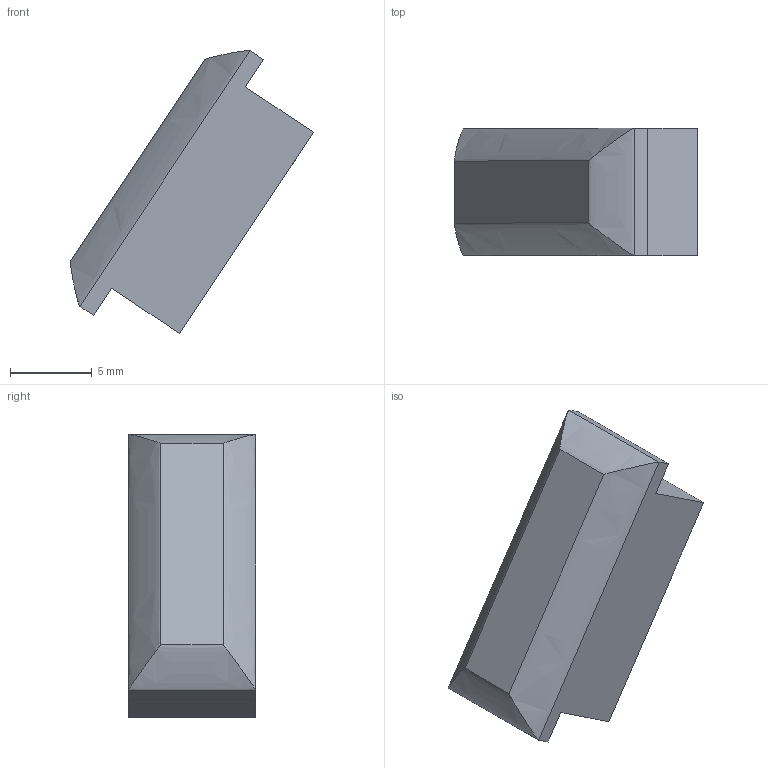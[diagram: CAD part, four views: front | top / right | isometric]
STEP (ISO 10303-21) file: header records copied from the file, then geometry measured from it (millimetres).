
FILE_DESCRIPTION(/* description */ (''),/* implementation_level */ '2;1');
FILE_NAME(/* name */ 'FrontLight.step',/* time_stamp */ '2023-05-04T14:52:01+01:00',/* author */ (''),/* organization */ (''),/* preprocessor_version */ 'ST-DEVELOPER v19.2',/* originating_system */ 'Autodesk Translation Framework v12.4.0.73',/* authorisation */ '');
FILE_SCHEMA (('AUTOMOTIVE_DESIGN { 1 0 10303 214 3 1 1 }'));
Length unit declared in the file: millimetre
Products named in the file (1): Rover
Bounding box: 14.88 x 7.8 x 17.32 mm (x, y, z)
Volume: 644 mm3; surface area: 801.8 mm2
Topology: 1 solids, 1 shells, 23 faces, 56 edges, 36 vertices
Faces by surface type: plane 19, bspline 4
Entity records: 935 total; most frequent: CARTESIAN_POINT 372, ORIENTED_EDGE 112, DIRECTION 84, EDGE_CURVE 56, LINE 44, VECTOR 44, VERTEX_POINT 36, EDGE_LOOP 24
